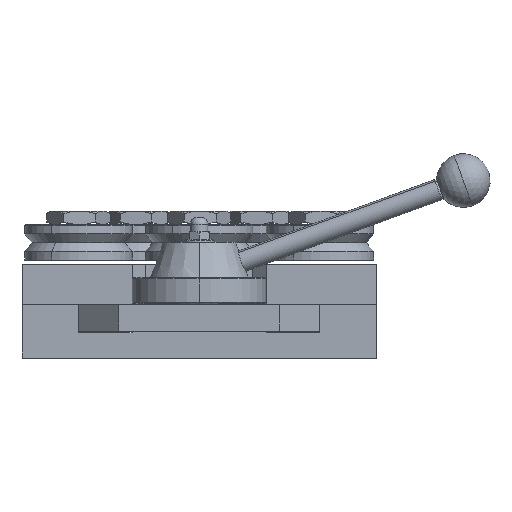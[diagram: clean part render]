
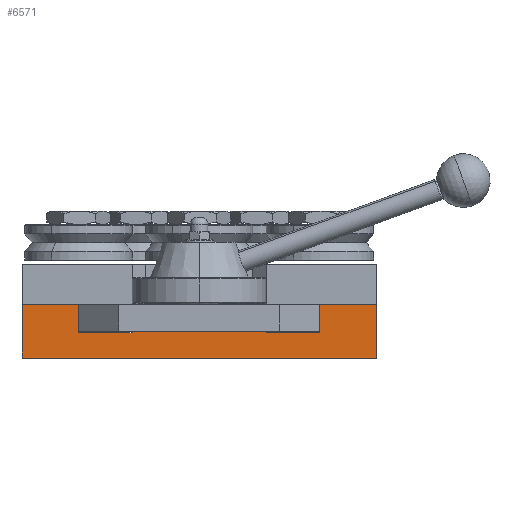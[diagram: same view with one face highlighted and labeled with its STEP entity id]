
A CAD part, front view. The second image highlights one B-rep face of the part: STEP entity #6571.
In plain terms, the highlighted planar face has unit normal (0, -1, 0).
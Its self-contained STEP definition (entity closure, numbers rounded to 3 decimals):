
#22 = EDGE_CURVE ( 'NONE', #10024, #21914, #5757, .T. ) ;
#203 = DIRECTION ( 'NONE',  ( 0., 0., 1. ) ) ;
#453 = EDGE_CURVE ( 'NONE', #20203, #18347, #6258, .T. ) ;
#535 = ORIENTED_EDGE ( 'NONE', *, *, #18752, .F. ) ;
#697 = LINE ( 'NONE', #14473, #17417 ) ;
#803 = VERTEX_POINT ( 'NONE', #17666 ) ;
#889 = VECTOR ( 'NONE', #9743, 1000. ) ;
#1809 = ORIENTED_EDGE ( 'NONE', *, *, #20660, .F. ) ;
#3348 = DIRECTION ( 'NONE',  ( 0., 0., -1. ) ) ;
#3485 = CARTESIAN_POINT ( 'NONE',  ( 222., 90., -40. ) ) ;
#3751 = EDGE_CURVE ( 'NONE', #9876, #5746, #14449, .T. ) ;
#4030 = ORIENTED_EDGE ( 'NONE', *, *, #21650, .F. ) ;
#4451 = VECTOR ( 'NONE', #16483, 1000. ) ;
#4629 = CARTESIAN_POINT ( 'NONE',  ( 40., 90., -20. ) ) ;
#4710 = DIRECTION ( 'NONE',  ( -1., 0., 0. ) ) ;
#4802 = CARTESIAN_POINT ( 'NONE',  ( 140., 90., -20. ) ) ;
#5012 = LINE ( 'NONE', #13065, #4451 ) ;
#5054 = CARTESIAN_POINT ( 'NONE',  ( 140., 90., -20. ) ) ;
#5306 = CARTESIAN_POINT ( 'NONE',  ( 40., 90., -21. ) ) ;
#5478 = LINE ( 'NONE', #14149, #19067 ) ;
#5626 = CARTESIAN_POINT ( 'NONE',  ( 180., 90., 0. ) ) ;
#5746 = VERTEX_POINT ( 'NONE', #19152 ) ;
#5757 = LINE ( 'NONE', #22696, #889 ) ;
#5874 = EDGE_CURVE ( 'NONE', #8777, #23547, #6999, .T. ) ;
#6010 = ORIENTED_EDGE ( 'NONE', *, *, #22, .F. ) ;
#6258 = LINE ( 'NONE', #5054, #14956 ) ;
#6354 = DIRECTION ( 'NONE',  ( 1., 0., 0. ) ) ;
#6424 = VECTOR ( 'NONE', #203, 1000. ) ;
#6571 = ADVANCED_FACE ( 'NONE', ( #17501 ), #23674, .T. ) ;
#6694 = DIRECTION ( 'NONE',  ( 0., 0., -1. ) ) ;
#6697 = CARTESIAN_POINT ( 'NONE',  ( -42., 90., -40. ) ) ;
#6702 = ORIENTED_EDGE ( 'NONE', *, *, #453, .F. ) ;
#6999 = LINE ( 'NONE', #5626, #6424 ) ;
#7238 = DIRECTION ( 'NONE',  ( 0., -1., 0. ) ) ;
#7597 = CARTESIAN_POINT ( 'NONE',  ( 180., 90., 0. ) ) ;
#7793 = LINE ( 'NONE', #6697, #17087 ) ;
#8113 = CARTESIAN_POINT ( 'NONE',  ( 40., 90., -20. ) ) ;
#8245 = CARTESIAN_POINT ( 'NONE',  ( 140., 90., -21. ) ) ;
#8777 = VERTEX_POINT ( 'NONE', #22125 ) ;
#8791 = EDGE_CURVE ( 'NONE', #17937, #20203, #22287, .T. ) ;
#8951 = CARTESIAN_POINT ( 'NONE',  ( 180., 90., -21. ) ) ;
#9057 = ORIENTED_EDGE ( 'NONE', *, *, #3751, .F. ) ;
#9140 = ORIENTED_EDGE ( 'NONE', *, *, #21941, .F. ) ;
#9422 = EDGE_CURVE ( 'NONE', #9824, #803, #5478, .T. ) ;
#9743 = DIRECTION ( 'NONE',  ( 0., 0., 1. ) ) ;
#9824 = VERTEX_POINT ( 'NONE', #15138 ) ;
#9876 = VERTEX_POINT ( 'NONE', #21064 ) ;
#10024 = VERTEX_POINT ( 'NONE', #10273 ) ;
#10273 = CARTESIAN_POINT ( 'NONE',  ( -42., 90., -40. ) ) ;
#10611 = LINE ( 'NONE', #8951, #11202 ) ;
#10699 = VECTOR ( 'NONE', #13237, 1000. ) ;
#11202 = VECTOR ( 'NONE', #16345, 1000. ) ;
#11331 = CARTESIAN_POINT ( 'NONE',  ( 0., 90., 0. ) ) ;
#11382 = EDGE_CURVE ( 'NONE', #19185, #8777, #10611, .T. ) ;
#12388 = ORIENTED_EDGE ( 'NONE', *, *, #12604, .F. ) ;
#12604 = EDGE_CURVE ( 'NONE', #18347, #19185, #697, .T. ) ;
#12949 = ORIENTED_EDGE ( 'NONE', *, *, #9422, .F. ) ;
#13065 = CARTESIAN_POINT ( 'NONE',  ( 40., 90., -21. ) ) ;
#13237 = DIRECTION ( 'NONE',  ( 1., 0., 0. ) ) ;
#14149 = CARTESIAN_POINT ( 'NONE',  ( 222., 90., -40. ) ) ;
#14449 = LINE ( 'NONE', #11331, #20216 ) ;
#14473 = CARTESIAN_POINT ( 'NONE',  ( 140., 90., -21. ) ) ;
#14529 = DIRECTION ( 'NONE',  ( 0., 0., 1. ) ) ;
#14777 = LINE ( 'NONE', #15625, #15663 ) ;
#14956 = VECTOR ( 'NONE', #20393, 1000. ) ;
#15138 = CARTESIAN_POINT ( 'NONE',  ( 222., 90., 0. ) ) ;
#15625 = CARTESIAN_POINT ( 'NONE',  ( -42., 90., 0. ) ) ;
#15663 = VECTOR ( 'NONE', #6354, 1000. ) ;
#16345 = DIRECTION ( 'NONE',  ( 1., 0., 0. ) ) ;
#16483 = DIRECTION ( 'NONE',  ( 1., 0., 0. ) ) ;
#17087 = VECTOR ( 'NONE', #4710, 1000. ) ;
#17417 = VECTOR ( 'NONE', #3348, 1000. ) ;
#17453 = CARTESIAN_POINT ( 'NONE',  ( -42., 90., 0. ) ) ;
#17501 = FACE_OUTER_BOUND ( 'NONE', #23569, .T. ) ;
#17666 = CARTESIAN_POINT ( 'NONE',  ( 222., 90., -40. ) ) ;
#17912 = AXIS2_PLACEMENT_3D ( 'NONE', #3485, #7238, #19951 ) ;
#17937 = VERTEX_POINT ( 'NONE', #5306 ) ;
#18347 = VERTEX_POINT ( 'NONE', #4802 ) ;
#18752 = EDGE_CURVE ( 'NONE', #803, #10024, #7793, .T. ) ;
#18758 = DIRECTION ( 'NONE',  ( 0., 0., -1. ) ) ;
#19067 = VECTOR ( 'NONE', #6694, 1000. ) ;
#19071 = CARTESIAN_POINT ( 'NONE',  ( 222., 90., 0. ) ) ;
#19152 = CARTESIAN_POINT ( 'NONE',  ( 0., 90., -21. ) ) ;
#19185 = VERTEX_POINT ( 'NONE', #8245 ) ;
#19537 = ORIENTED_EDGE ( 'NONE', *, *, #11382, .F. ) ;
#19951 = DIRECTION ( 'NONE',  ( 0., 0., -1. ) ) ;
#20203 = VERTEX_POINT ( 'NONE', #4629 ) ;
#20216 = VECTOR ( 'NONE', #18758, 1000. ) ;
#20380 = ORIENTED_EDGE ( 'NONE', *, *, #5874, .F. ) ;
#20393 = DIRECTION ( 'NONE',  ( 1., 0., 0. ) ) ;
#20552 = LINE ( 'NONE', #19071, #10699 ) ;
#20660 = EDGE_CURVE ( 'NONE', #5746, #17937, #5012, .T. ) ;
#21064 = CARTESIAN_POINT ( 'NONE',  ( 0., 90., 0. ) ) ;
#21650 = EDGE_CURVE ( 'NONE', #23547, #9824, #20552, .T. ) ;
#21914 = VERTEX_POINT ( 'NONE', #17453 ) ;
#21941 = EDGE_CURVE ( 'NONE', #21914, #9876, #14777, .T. ) ;
#22125 = CARTESIAN_POINT ( 'NONE',  ( 180., 90., -21. ) ) ;
#22132 = ORIENTED_EDGE ( 'NONE', *, *, #8791, .F. ) ;
#22287 = LINE ( 'NONE', #8113, #23132 ) ;
#22696 = CARTESIAN_POINT ( 'NONE',  ( -42., 90., -40. ) ) ;
#23132 = VECTOR ( 'NONE', #14529, 1000. ) ;
#23547 = VERTEX_POINT ( 'NONE', #7597 ) ;
#23569 = EDGE_LOOP ( 'NONE', ( #535, #12949, #4030, #20380, #19537, #12388, #6702, #22132, #1809, #9057, #9140, #6010 ) ) ;
#23674 = PLANE ( 'NONE',  #17912 ) ;
